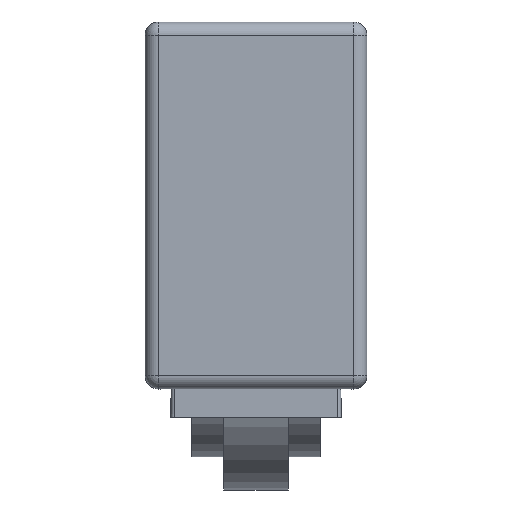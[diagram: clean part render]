
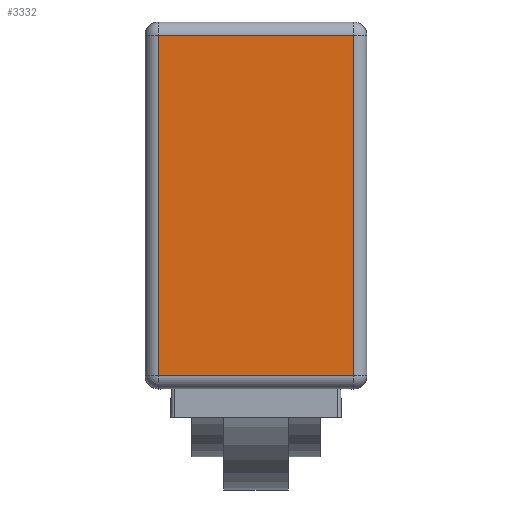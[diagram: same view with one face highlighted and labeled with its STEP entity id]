
A CAD part, top view. The second image highlights one B-rep face of the part: STEP entity #3332.
In plain terms, the highlighted planar face has unit normal (0, 0, 1).
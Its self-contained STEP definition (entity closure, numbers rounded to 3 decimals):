
#307=ORIENTED_EDGE('',*,*,#1308,.T.);
#308=ORIENTED_EDGE('',*,*,#1309,.T.);
#309=ORIENTED_EDGE('',*,*,#1310,.T.);
#310=ORIENTED_EDGE('',*,*,#1311,.T.);
#1308=EDGE_CURVE('',#1808,#1809,#2138,.T.);
#1309=EDGE_CURVE('',#1809,#1810,#2139,.F.);
#1310=EDGE_CURVE('',#1810,#1811,#2140,.F.);
#1311=EDGE_CURVE('',#1811,#1808,#2141,.T.);
#1808=VERTEX_POINT('',#5208);
#1809=VERTEX_POINT('',#5209);
#1810=VERTEX_POINT('',#5211);
#1811=VERTEX_POINT('',#5213);
#2138=LINE('',#5207,#2468);
#2139=LINE('',#5210,#2469);
#2140=LINE('',#5212,#2470);
#2141=LINE('',#5214,#2471);
#2468=VECTOR('',#4206,1000.);
#2469=VECTOR('',#4207,1000.);
#2470=VECTOR('',#4208,1000.);
#2471=VECTOR('',#4209,1000.);
#2786=EDGE_LOOP('',(#307,#308,#309,#310));
#3002=FACE_BOUND('',#2786,.T.);
#3217=PLANE('',#3852);
#3332=ADVANCED_FACE('',(#3002),#3217,.F.);
#3852=AXIS2_PLACEMENT_3D('',#5206,#4204,#4205);
#4204=DIRECTION('',(0.,0.,-1.));
#4205=DIRECTION('',(-1.,0.,0.));
#4206=DIRECTION('',(1.,0.,0.));
#4207=DIRECTION('',(0.,-1.,0.));
#4208=DIRECTION('',(1.,0.,0.));
#4209=DIRECTION('',(0.,-1.,0.));
#5206=CARTESIAN_POINT('',(-8.385,13.885,0.));
#5207=CARTESIAN_POINT('',(-8.385,-12.885,0.));
#5208=CARTESIAN_POINT('',(-7.385,-12.885,0.));
#5209=CARTESIAN_POINT('',(7.385,-12.885,0.));
#5210=CARTESIAN_POINT('',(7.385,13.885,0.));
#5211=CARTESIAN_POINT('',(7.385,12.885,0.));
#5212=CARTESIAN_POINT('',(-7.385,12.885,0.));
#5213=CARTESIAN_POINT('',(-7.385,12.885,0.));
#5214=CARTESIAN_POINT('',(-7.385,13.885,0.));
